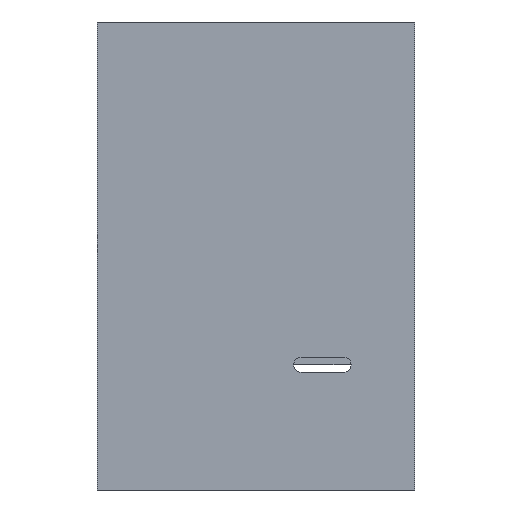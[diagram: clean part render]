
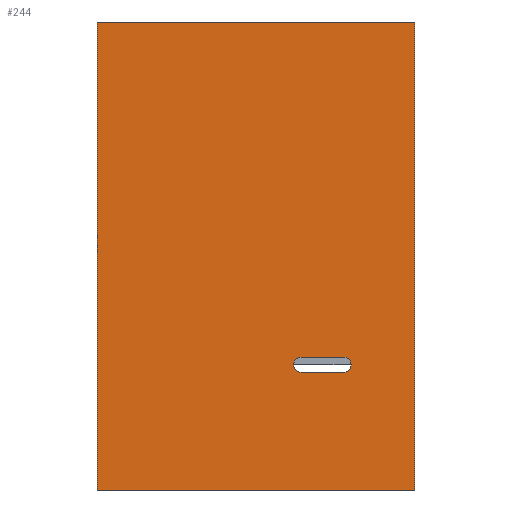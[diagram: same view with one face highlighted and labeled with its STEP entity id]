
A CAD part, front view. The second image highlights one B-rep face of the part: STEP entity #244.
In plain terms, the highlighted planar face has unit normal (0, -1, 0).
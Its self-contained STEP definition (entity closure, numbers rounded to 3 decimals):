
#1=DIRECTION('',(0.,0.,1.));
#2=VECTOR('',#1,15.5);
#3=CARTESIAN_POINT('',(-5.25,0.,-7.75));
#4=LINE('',#3,#2);
#5=DIRECTION('',(1.,0.,0.));
#6=VECTOR('',#5,10.5);
#7=CARTESIAN_POINT('',(-5.25,0.,7.75));
#8=LINE('',#7,#6);
#9=DIRECTION('',(0.,0.,-1.));
#10=VECTOR('',#9,15.5);
#11=CARTESIAN_POINT('',(5.25,0.,7.75));
#12=LINE('',#11,#10);
#13=DIRECTION('',(-1.,0.,0.));
#14=VECTOR('',#13,10.5);
#15=CARTESIAN_POINT('',(5.25,0.,-7.75));
#16=LINE('',#15,#14);
#17=CARTESIAN_POINT('',(1.5,0.,-3.6));
#18=DIRECTION('',(0.,1.,0.));
#19=DIRECTION('',(0.,0.,-1.));
#20=AXIS2_PLACEMENT_3D('',#17,#18,#19);
#22=DIRECTION('',(-1.,0.,0.));
#23=VECTOR('',#22,1.4);
#24=CARTESIAN_POINT('',(2.9,0.,-3.85));
#25=LINE('',#24,#23);
#26=CARTESIAN_POINT('',(2.9,0.,-3.6));
#27=DIRECTION('',(0.,1.,0.));
#28=DIRECTION('',(0.,0.,1.));
#29=AXIS2_PLACEMENT_3D('',#26,#27,#28);
#31=DIRECTION('',(1.,0.,0.));
#32=VECTOR('',#31,1.4);
#33=CARTESIAN_POINT('',(1.5,0.,-3.35));
#34=LINE('',#33,#32);
#167=CARTESIAN_POINT('',(-5.25,0.,-7.75));
#168=CARTESIAN_POINT('',(-5.25,0.,7.75));
#169=VERTEX_POINT('',#167);
#170=VERTEX_POINT('',#168);
#171=CARTESIAN_POINT('',(5.25,0.,7.75));
#172=VERTEX_POINT('',#171);
#173=CARTESIAN_POINT('',(5.25,0.,-7.75));
#174=VERTEX_POINT('',#173);
#201=CARTESIAN_POINT('',(1.5,0.,-3.85));
#202=CARTESIAN_POINT('',(1.5,0.,-3.35));
#203=VERTEX_POINT('',#201);
#204=VERTEX_POINT('',#202);
#205=CARTESIAN_POINT('',(2.9,0.,-3.35));
#206=VERTEX_POINT('',#205);
#207=CARTESIAN_POINT('',(2.9,0.,-3.85));
#208=VERTEX_POINT('',#207);
#219=CARTESIAN_POINT('',(0.,0.,0.));
#220=DIRECTION('',(0.,1.,0.));
#221=DIRECTION('',(1.,0.,0.));
#222=AXIS2_PLACEMENT_3D('',#219,#220,#221);
#223=PLANE('',#222);
#225=ORIENTED_EDGE('',*,*,#224,.T.);
#227=ORIENTED_EDGE('',*,*,#226,.T.);
#229=ORIENTED_EDGE('',*,*,#228,.T.);
#231=ORIENTED_EDGE('',*,*,#230,.T.);
#232=EDGE_LOOP('',(#225,#227,#229,#231));
#233=FACE_OUTER_BOUND('',#232,.F.);
#235=ORIENTED_EDGE('',*,*,#234,.F.);
#237=ORIENTED_EDGE('',*,*,#236,.F.);
#239=ORIENTED_EDGE('',*,*,#238,.F.);
#241=ORIENTED_EDGE('',*,*,#240,.F.);
#242=EDGE_LOOP('',(#235,#237,#239,#241));
#243=FACE_BOUND('',#242,.F.);
#244=ADVANCED_FACE('',(#233,#243),#223,.F.);
#21=CIRCLE('',#20,0.25);
#30=CIRCLE('',#29,0.25);
#224=EDGE_CURVE('',#169,#170,#4,.T.);
#226=EDGE_CURVE('',#170,#172,#8,.T.);
#228=EDGE_CURVE('',#172,#174,#12,.T.);
#230=EDGE_CURVE('',#174,#169,#16,.T.);
#234=EDGE_CURVE('',#203,#204,#21,.T.);
#236=EDGE_CURVE('',#208,#203,#25,.T.);
#238=EDGE_CURVE('',#206,#208,#30,.T.);
#240=EDGE_CURVE('',#204,#206,#34,.T.);
